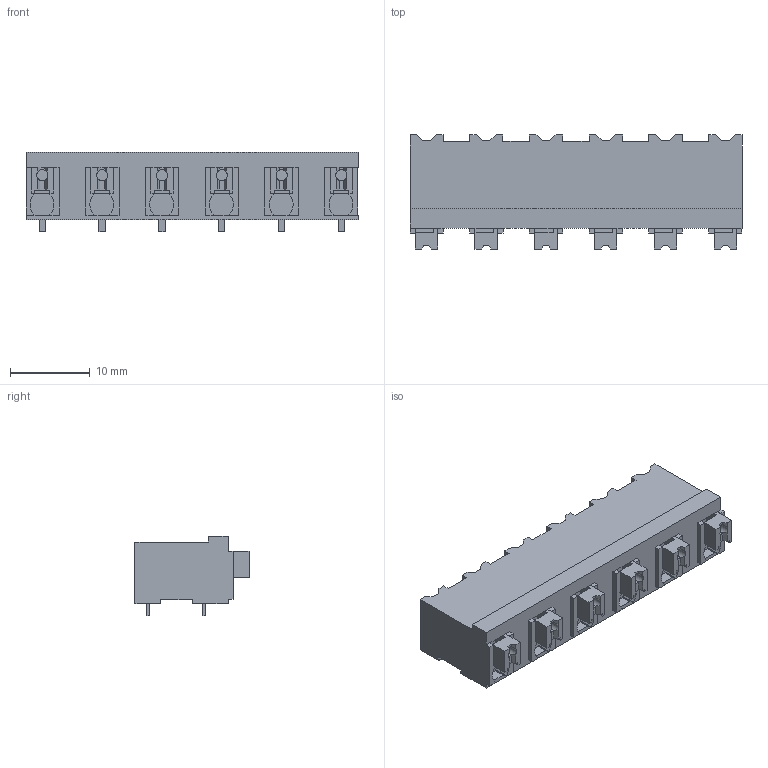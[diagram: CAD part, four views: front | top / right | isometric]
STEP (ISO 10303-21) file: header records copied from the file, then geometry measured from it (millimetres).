
FILE_DESCRIPTION(('CATIA V5 STEP Exchange','CAx-IF Rec.Pracs.--- Model Styling and Organization---1.2---2011-12-15'),'2;1');
FILE_NAME ('D1458070_0_1874910000_1874910000.stp','2018-03-15T09:49:42+00:00',('none'),('Weidmueller'),'CATIA Version 5-6 Release 2014','CATIA V5 STEP AP214','none');
FILE_SCHEMA(('AUTOMOTIVE_DESIGN { 1 0 10303 214 1 1 1 1 }'));
Length unit declared in the file: millimetre
Products named in the file (1): 1874910000
Bounding box: 41.63 x 14.3 x 10 mm (x, y, z)
Volume: 3504.3 mm3; surface area: 2782.3 mm2
Topology: 19 solids, 19 shells, 532 faces, 1531 edges, 1035 vertices
Faces by surface type: plane 484, cylinder 48
Entity records: 15828 total; most frequent: ORIENTED_EDGE 3062, CARTESIAN_POINT 2974, DIRECTION 1991, EDGE_CURVE 1531, VECTOR 1405, LINE 1405, VERTEX_POINT 1035, EDGE_LOOP 542
